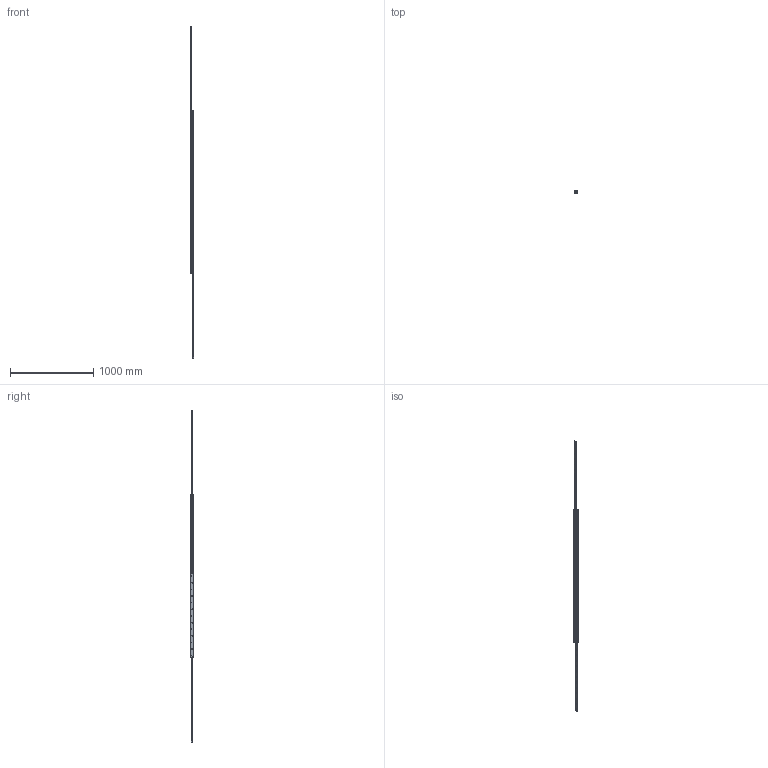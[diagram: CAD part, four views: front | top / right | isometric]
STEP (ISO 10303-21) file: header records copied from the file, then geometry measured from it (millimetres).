
FILE_DESCRIPTION((''),'2;1');
FILE_NAME('LCAH 43-1970.DD.stp','2011-03-08T15:00:55',('MKoza'),(''),'Autodesk Inventor 2009','Autodesk Inventor 2009','');
FILE_SCHEMA(('AUTOMOTIVE_DESIGN { 1 0 10303 214 1 1 1 1 }'));
Length unit declared in the file: millimetre
Products named in the file (9): LCAH 43.DD; LCH 43.L; LCH 43.R; LLMD 43; KF.LCA 43; AS.L 43; VKB.L 43 6x13,5; DIN 7991 M6x8; VKB.L 43 M6x4
Assembly tree (41 placements, depth 2):
  LCAH 43.DD
    LCH 43.L
    LCH 43.R
    LLMD 43  x2
    KF.LCA 43  x2
    AS.L 43  x4
    VKB.L 43 6x13,5  x4
    DIN 7991 M6x8  x25
    VKB.L 43 M6x4  x2
Bounding box: 44 x 43 x 3996 mm (x, y, z)
Volume: 2592910 mm3; surface area: 1178795.9 mm2
Topology: 41 solids, 41 shells, 859 faces, 2055 edges, 1305 vertices
Faces by surface type: plane 399, bspline 212, cylinder 142, cone 106
Full cylindrical faces by diameter (mm): 6 x35, 7 x4, 12 x25
Entity records: 11748 total; most frequent: CARTESIAN_POINT 3996, DIRECTION 1502, ORIENTED_EDGE 1310, EDGE_LOOP 670, EDGE_CURVE 655, AXIS2_PLACEMENT_3D 612, VERTEX_POINT 521, CIRCLE 375
